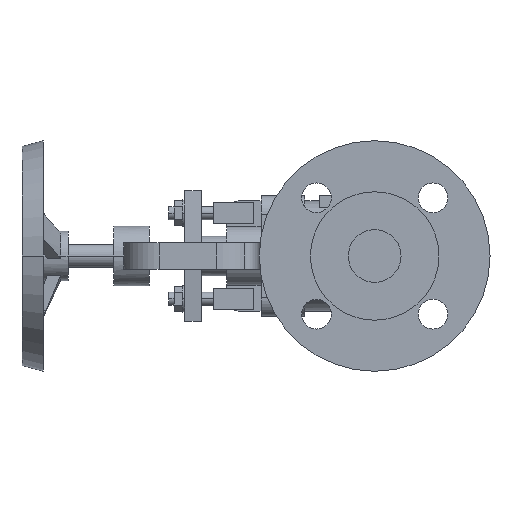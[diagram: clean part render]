
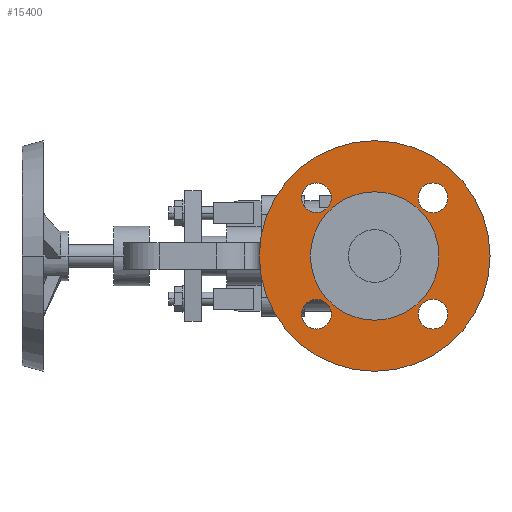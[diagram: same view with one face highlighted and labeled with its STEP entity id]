
A CAD part, left-side view. The second image highlights one B-rep face of the part: STEP entity #15400.
In plain terms, the highlighted planar face has unit normal (-1, 0, 0).
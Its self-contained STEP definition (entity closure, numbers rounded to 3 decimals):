
#7470=CARTESIAN_POINT('',(2.,0.,-70.));
#7480=VERTEX_POINT('',#7470);
#7640=CARTESIAN_POINT('',(2.,0.,70.));
#7650=VERTEX_POINT('',#7640);
#7680=CARTESIAN_POINT('',(2.,0.,0.));
#7690=DIRECTION('',(1.,0.,0.));
#7700=DIRECTION('',(0.,0.,-1.));
#7710=AXIS2_PLACEMENT_3D('',#7680,#7690,#7700);
#7720=CIRCLE('',#7710,70.);
#7730=CARTESIAN_POINT('',(2.,70.,0.));
#7740=VERTEX_POINT('',#7730);
#7750=EDGE_CURVE('',#7740,#7650,#7720,.T.);
#7770=EDGE_CURVE('',#7480,#7740,#7720,.T.);
#7930=CARTESIAN_POINT('',(2.,35.355,-44.355));
#7940=VERTEX_POINT('',#7930);
#7970=CARTESIAN_POINT('',(2.,35.355,-35.355));
#7980=DIRECTION('',(-1.,0.,0.));
#7990=DIRECTION('',(0.,0.,-1.));
#8000=AXIS2_PLACEMENT_3D('',#7970,#7980,#7990);
#8010=CIRCLE('',#8000,9.);
#8020=CARTESIAN_POINT('',(2.,35.355,-26.355));
#8030=VERTEX_POINT('',#8020);
#8040=EDGE_CURVE('',#8030,#7940,#8010,.T.);
#8350=CARTESIAN_POINT('',(2.,-35.355,-44.355));
#8360=VERTEX_POINT('',#8350);
#8390=CARTESIAN_POINT('',(2.,-35.355,-35.355));
#8400=DIRECTION('',(-1.,0.,0.));
#8410=DIRECTION('',(0.,0.,-1.));
#8420=AXIS2_PLACEMENT_3D('',#8390,#8400,#8410);
#8430=CIRCLE('',#8420,9.);
#8440=CARTESIAN_POINT('',(2.,-35.355,-26.355));
#8450=VERTEX_POINT('',#8440);
#8460=EDGE_CURVE('',#8450,#8360,#8430,.T.);
#8770=CARTESIAN_POINT('',(2.,35.355,26.355));
#8780=VERTEX_POINT('',#8770);
#8940=CARTESIAN_POINT('',(2.,35.355,44.355));
#8950=VERTEX_POINT('',#8940);
#8980=CARTESIAN_POINT('',(2.,35.355,35.355));
#8990=DIRECTION('',(-1.,0.,0.));
#9000=DIRECTION('',(0.,0.,-1.));
#9010=AXIS2_PLACEMENT_3D('',#8980,#8990,#9000);
#9020=CIRCLE('',#9010,9.);
#9030=EDGE_CURVE('',#8780,#8950,#9020,.T.);
#9190=CARTESIAN_POINT('',(2.,-35.355,44.355));
#9200=VERTEX_POINT('',#9190);
#9230=CARTESIAN_POINT('',(2.,-35.355,35.355));
#9240=DIRECTION('',(-1.,0.,0.));
#9250=DIRECTION('',(0.,0.,-1.));
#9260=AXIS2_PLACEMENT_3D('',#9230,#9240,#9250);
#9270=CIRCLE('',#9260,9.);
#9280=CARTESIAN_POINT('',(2.,-35.355,26.355));
#9290=VERTEX_POINT('',#9280);
#9300=EDGE_CURVE('',#9290,#9200,#9270,.T.);
#9610=CARTESIAN_POINT('',(2.,-39.,0.));
#9620=VERTEX_POINT('',#9610);
#9650=CARTESIAN_POINT('',(2.,0.,0.));
#9660=DIRECTION('',(-1.,0.,0.));
#9670=DIRECTION('',(0.,1.,0.));
#9680=AXIS2_PLACEMENT_3D('',#9650,#9660,#9670);
#9690=CIRCLE('',#9680,39.);
#9700=CARTESIAN_POINT('',(2.,39.,0.));
#9710=VERTEX_POINT('',#9700);
#9720=EDGE_CURVE('',#9710,#9620,#9690,.T.);
#15040=CARTESIAN_POINT('',(2.,54.5,0.));
#15050=DIRECTION('',(1.,0.,0.));
#15060=DIRECTION('',(0.,-1.,0.));
#15070=AXIS2_PLACEMENT_3D('',#15040,#15050,#15060);
#15080=PLANE('',#15070);
#15090=EDGE_CURVE('',#7940,#8030,#8010,.T.);
#15100=ORIENTED_EDGE('',*,*,#15090,.F.);
#15110=ORIENTED_EDGE('',*,*,#8040,.F.);
#15120=EDGE_LOOP('',(#15110,#15100));
#15130=FACE_BOUND('',#15120,.T.);
#15140=ORIENTED_EDGE('',*,*,#8460,.F.);
#15150=EDGE_CURVE('',#8360,#8450,#8430,.T.);
#15160=ORIENTED_EDGE('',*,*,#15150,.F.);
#15170=EDGE_LOOP('',(#15160,#15140));
#15180=FACE_BOUND('',#15170,.T.);
#15190=EDGE_CURVE('',#8950,#8780,#9020,.T.);
#15200=ORIENTED_EDGE('',*,*,#15190,.F.);
#15210=ORIENTED_EDGE('',*,*,#9030,.F.);
#15220=EDGE_LOOP('',(#15210,#15200));
#15230=FACE_BOUND('',#15220,.T.);
#15240=ORIENTED_EDGE('',*,*,#9300,.F.);
#15250=EDGE_CURVE('',#9200,#9290,#9270,.T.);
#15260=ORIENTED_EDGE('',*,*,#15250,.F.);
#15270=EDGE_LOOP('',(#15260,#15240));
#15280=FACE_BOUND('',#15270,.T.);
#15290=ORIENTED_EDGE('',*,*,#7750,.F.);
#15300=EDGE_CURVE('',#7650,#7480,#7720,.T.);
#15310=ORIENTED_EDGE('',*,*,#15300,.F.);
#15320=ORIENTED_EDGE('',*,*,#7770,.F.);
#15330=EDGE_LOOP('',(#15320,#15310,#15290));
#15340=FACE_OUTER_BOUND('',#15330,.T.);
#15350=ORIENTED_EDGE('',*,*,#9720,.F.);
#15360=EDGE_CURVE('',#9620,#9710,#9690,.T.);
#15370=ORIENTED_EDGE('',*,*,#15360,.F.);
#15380=EDGE_LOOP('',(#15370,#15350));
#15390=FACE_BOUND('',#15380,.T.);
#15400=ADVANCED_FACE('',(#15130,#15180,#15230,#15280,#15340,#15390),
#15080,.F.);
